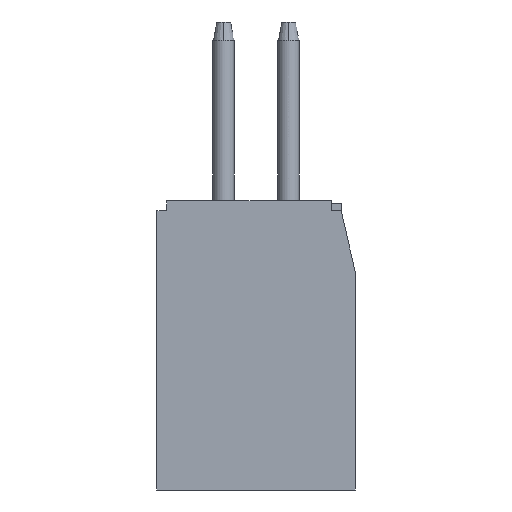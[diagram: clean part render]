
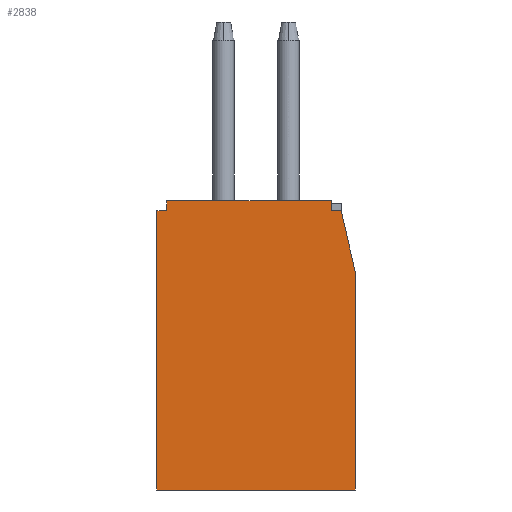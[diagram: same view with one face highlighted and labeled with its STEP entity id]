
A CAD part, left-side view. The second image highlights one B-rep face of the part: STEP entity #2838.
In plain terms, the highlighted planar face has unit normal (-1, 0, 0).
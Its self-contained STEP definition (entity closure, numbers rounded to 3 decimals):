
#122 = ORIENTED_EDGE ( 'NONE', *, *, #7268, .T. ) ;
#174 = ORIENTED_EDGE ( 'NONE', *, *, #5564, .T. ) ;
#225 = CARTESIAN_POINT ( 'NONE',  ( -7.3, -3.05, 8.9 ) ) ;
#269 = CARTESIAN_POINT ( 'NONE',  ( -7.3, -2.319, 8.9 ) ) ;
#788 = VERTEX_POINT ( 'NONE', #269 ) ;
#872 = DIRECTION ( 'NONE',  ( 0., 0., -1. ) ) ;
#900 = AXIS2_PLACEMENT_3D ( 'NONE', #5397, #4105, #3475 ) ;
#935 = LINE ( 'NONE', #1694, #2319 ) ;
#1285 = ORIENTED_EDGE ( 'NONE', *, *, #2081, .T. ) ;
#1375 = CARTESIAN_POINT ( 'NONE',  ( -7.3, -3.05, 0. ) ) ;
#1414 = CARTESIAN_POINT ( 'NONE',  ( -7.3, 2.75, 8.9 ) ) ;
#1479 = VECTOR ( 'NONE', #6837, 1000. ) ;
#1662 = EDGE_LOOP ( 'NONE', ( #7230, #1285, #174, #7733, #3640, #4994, #122, #6874, #2488 ) ) ;
#1694 = CARTESIAN_POINT ( 'NONE',  ( -7.3, 2.75, 8.9 ) ) ;
#1698 = LINE ( 'NONE', #3569, #1479 ) ;
#1752 = VERTEX_POINT ( 'NONE', #3909 ) ;
#1767 = VERTEX_POINT ( 'NONE', #3409 ) ;
#1807 = EDGE_CURVE ( 'NONE', #3901, #7227, #935, .T. ) ;
#1949 = LINE ( 'NONE', #4482, #5173 ) ;
#2081 = EDGE_CURVE ( 'NONE', #7227, #4119, #4099, .T. ) ;
#2319 = VECTOR ( 'NONE', #7301, 1000. ) ;
#2442 = DIRECTION ( 'NONE',  ( 0., 0., -1. ) ) ;
#2488 = ORIENTED_EDGE ( 'NONE', *, *, #4456, .F. ) ;
#2519 = EDGE_CURVE ( 'NONE', #1767, #2992, #1949, .T. ) ;
#2764 = DIRECTION ( 'NONE',  ( 0., 1., 0. ) ) ;
#2838 = ADVANCED_FACE ( 'NONE', ( #6098 ), #7248, .F. ) ;
#2933 = VECTOR ( 'NONE', #2764, 1000. ) ;
#2992 = VERTEX_POINT ( 'NONE', #1375 ) ;
#3152 = CARTESIAN_POINT ( 'NONE',  ( -7.3, 2.75, 8.6 ) ) ;
#3221 = VECTOR ( 'NONE', #4096, 1000. ) ;
#3279 = DIRECTION ( 'NONE',  ( 0., 1., 0. ) ) ;
#3357 = CARTESIAN_POINT ( 'NONE',  ( -7.3, -3.05, 8.6 ) ) ;
#3409 = CARTESIAN_POINT ( 'NONE',  ( -7.3, 3.05, 0. ) ) ;
#3475 = DIRECTION ( 'NONE',  ( 0., 0., -1. ) ) ;
#3569 = CARTESIAN_POINT ( 'NONE',  ( -7.3, -2.319, 8.9 ) ) ;
#3583 = LINE ( 'NONE', #7394, #3221 ) ;
#3640 = ORIENTED_EDGE ( 'NONE', *, *, #4804, .F. ) ;
#3837 = LINE ( 'NONE', #225, #5540 ) ;
#3901 = VERTEX_POINT ( 'NONE', #1414 ) ;
#3903 = LINE ( 'NONE', #5599, #4079 ) ;
#3909 = CARTESIAN_POINT ( 'NONE',  ( -7.3, -2.319, 8.6 ) ) ;
#3940 = DIRECTION ( 'NONE',  ( 0., -1., 0. ) ) ;
#4079 = VECTOR ( 'NONE', #2442, 1000. ) ;
#4096 = DIRECTION ( 'NONE',  ( 0., -0.224, -0.974 ) ) ;
#4099 = LINE ( 'NONE', #4680, #2933 ) ;
#4105 = DIRECTION ( 'NONE',  ( 1., 0., 0. ) ) ;
#4119 = VERTEX_POINT ( 'NONE', #5184 ) ;
#4213 = LINE ( 'NONE', #8055, #6151 ) ;
#4456 = EDGE_CURVE ( 'NONE', #3901, #788, #3837, .T. ) ;
#4482 = CARTESIAN_POINT ( 'NONE',  ( -7.3, -3.05, 0. ) ) ;
#4669 = VECTOR ( 'NONE', #3279, 1000. ) ;
#4680 = CARTESIAN_POINT ( 'NONE',  ( -7.3, -3.05, 8.6 ) ) ;
#4804 = EDGE_CURVE ( 'NONE', #7849, #2992, #3903, .T. ) ;
#4994 = ORIENTED_EDGE ( 'NONE', *, *, #6764, .F. ) ;
#5173 = VECTOR ( 'NONE', #3940, 1000. ) ;
#5184 = CARTESIAN_POINT ( 'NONE',  ( -7.3, 3.05, 8.6 ) ) ;
#5397 = CARTESIAN_POINT ( 'NONE',  ( -7.3, -3.05, 8.9 ) ) ;
#5540 = VECTOR ( 'NONE', #5749, 1000. ) ;
#5564 = EDGE_CURVE ( 'NONE', #4119, #1767, #4213, .T. ) ;
#5599 = CARTESIAN_POINT ( 'NONE',  ( -7.3, -3.05, 8.9 ) ) ;
#5749 = DIRECTION ( 'NONE',  ( 0., -1., 0. ) ) ;
#5942 = LINE ( 'NONE', #3357, #4669 ) ;
#6098 = FACE_OUTER_BOUND ( 'NONE', #1662, .T. ) ;
#6133 = CARTESIAN_POINT ( 'NONE',  ( -7.3, -3.05, 6.729 ) ) ;
#6151 = VECTOR ( 'NONE', #872, 1000. ) ;
#6764 = EDGE_CURVE ( 'NONE', #7851, #7849, #3583, .T. ) ;
#6837 = DIRECTION ( 'NONE',  ( 0., 0., 1. ) ) ;
#6874 = ORIENTED_EDGE ( 'NONE', *, *, #7039, .T. ) ;
#7039 = EDGE_CURVE ( 'NONE', #1752, #788, #1698, .T. ) ;
#7227 = VERTEX_POINT ( 'NONE', #3152 ) ;
#7230 = ORIENTED_EDGE ( 'NONE', *, *, #1807, .T. ) ;
#7248 = PLANE ( 'NONE',  #900 ) ;
#7268 = EDGE_CURVE ( 'NONE', #7851, #1752, #5942, .T. ) ;
#7301 = DIRECTION ( 'NONE',  ( 0., 0., -1. ) ) ;
#7394 = CARTESIAN_POINT ( 'NONE',  ( -7.3, -3.05, 6.729 ) ) ;
#7733 = ORIENTED_EDGE ( 'NONE', *, *, #2519, .T. ) ;
#7849 = VERTEX_POINT ( 'NONE', #6133 ) ;
#7851 = VERTEX_POINT ( 'NONE', #7978 ) ;
#7978 = CARTESIAN_POINT ( 'NONE',  ( -7.3, -2.619, 8.6 ) ) ;
#8055 = CARTESIAN_POINT ( 'NONE',  ( -7.3, 3.05, 8.9 ) ) ;
